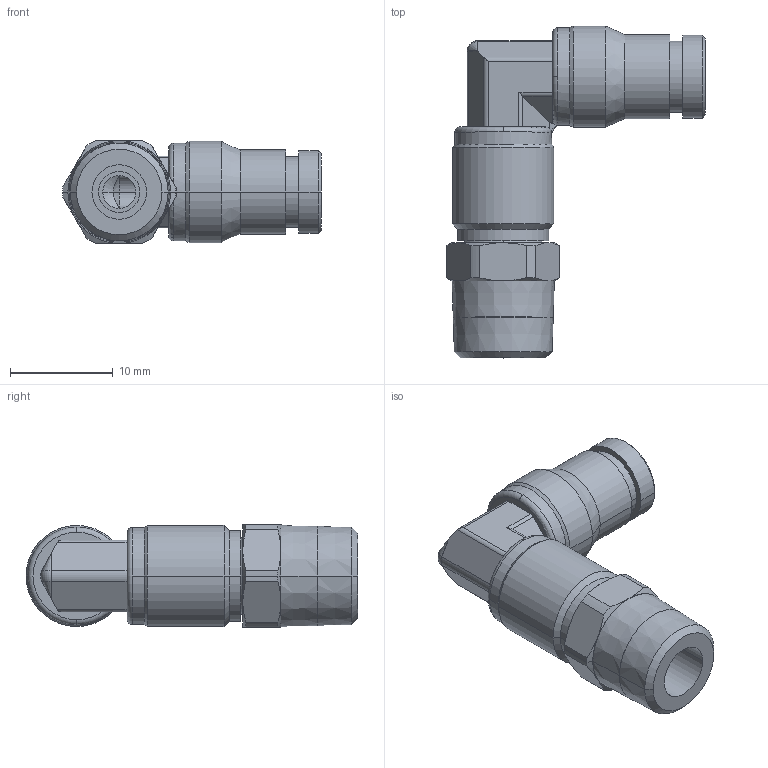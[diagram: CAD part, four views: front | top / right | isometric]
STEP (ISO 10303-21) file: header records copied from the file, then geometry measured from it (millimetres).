
FILE_DESCRIPTION(('STEP AP214'),'1');
FILE_NAME('3809_04_10.stp','2016-07-07T14:27:18',('TraceParts'),('TraceParts S.A.'),'Spatial InterOp 3D',' ',' ');
FILE_SCHEMA(('automotive_design'));
Length unit declared in the file: millimetre
Products named in the file (1): 1
Bounding box: 25.16 x 32.3 x 10 mm (x, y, z)
Volume: 2299.8 mm3; surface area: 2192.5 mm2
Topology: 1 solids, 1 shells, 140 faces, 336 edges, 206 vertices
Faces by surface type: cylinder 51, cone 40, plane 36, torus 13
Entity records: 4457 total; most frequent: CARTESIAN_POINT 1212, DIRECTION 710, ORIENTED_EDGE 668, EDGE_CURVE 334, AXIS2_PLACEMENT_3D 294, VERTEX_POINT 206, EDGE_LOOP 152, CIRCLE 145
